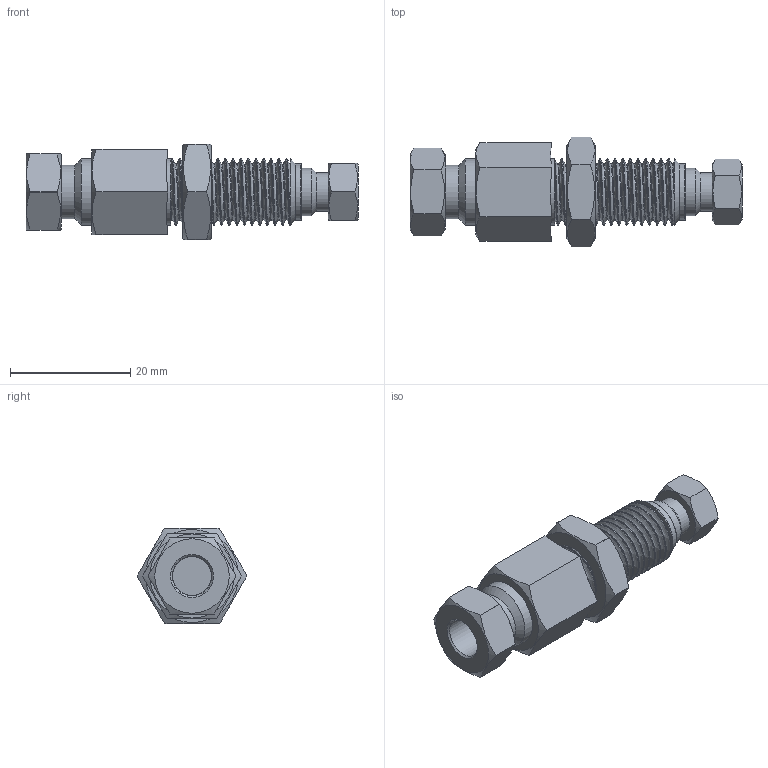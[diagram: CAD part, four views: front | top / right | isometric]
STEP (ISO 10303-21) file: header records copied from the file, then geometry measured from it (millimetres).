
FILE_DESCRIPTION((''),'2;1');
FILE_NAME('305188-ZBRU42 Bulkhead internal reducing union.stp','2013-08-23T10:10:56',('Franzp'),(''),'Autodesk Inventor 2013','Autodesk Inventor 2013','');
FILE_SCHEMA(('AUTOMOTIVE_DESIGN { 1 0 10303 214 1 1 1 1 }'));
Length unit declared in the file: millimetre
Products named in the file (3): 3151a88; 315188; 310536
Assembly tree (2 placements, depth 2):
  3151a88
    315188
    310536
Bounding box: 55.33 x 18.32 x 15.91 mm (x, y, z)
Volume: 646.4 mm3; surface area: 5735.3 mm2
Topology: 1 solids, 9 shells, 77 faces, 213 edges, 136 vertices
Faces by surface type: plane 37, cylinder 17, cone 16, bspline 6, torus 1
Full cylindrical faces by diameter (mm): 3.3 x1, 6.477 x1, 6.55 x1, 7.938 x1, 8.89 x1, 9.229 x2, 9.398 x1, 9.728 x1, 11.112 x1, 11.113 x1
Entity records: 9845 total; most frequent: CARTESIAN_POINT 8027, DIRECTION 334, ORIENTED_EDGE 302, EDGE_CURVE 176, AXIS2_PLACEMENT_3D 149, VERTEX_POINT 127, EDGE_LOOP 116, FACE_OUTER_BOUND 77
